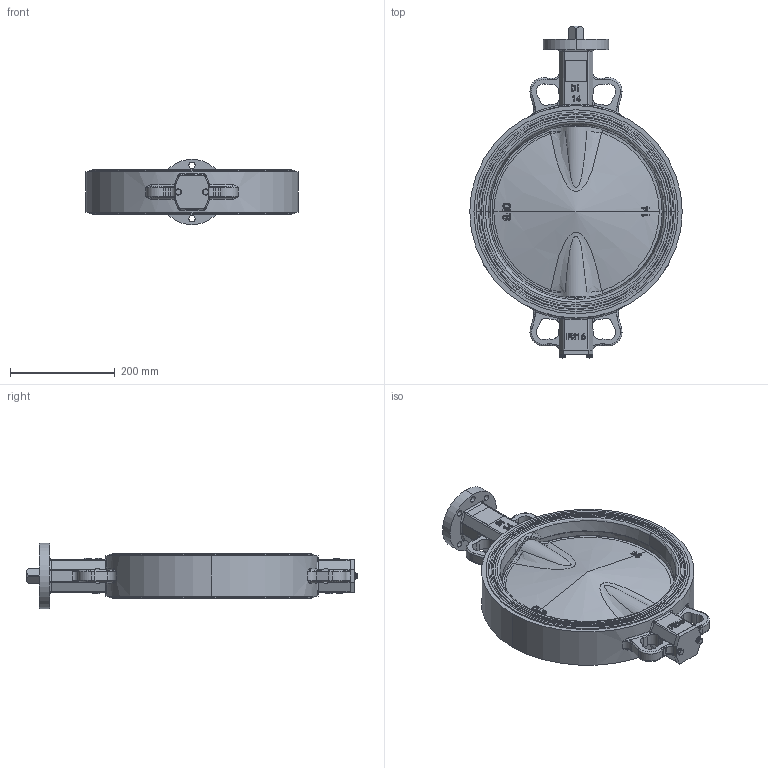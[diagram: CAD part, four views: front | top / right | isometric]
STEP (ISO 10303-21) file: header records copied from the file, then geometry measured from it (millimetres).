
FILE_DESCRIPTION (( 'STEP AP214' ), '1' );
FILE_NAME ('B20W-SX-PN10-DN350-00装配体卡簧.STEP', '2022-10-08T06:14:14', ( '微软用户' ), ( '微软中国' ), 'SwSTEP 2.0', 'SolidWorks 2021', '' );
FILE_SCHEMA (( 'AUTOMOTIVE_DESIGN' ));
Length unit declared in the file: millimetre
Products named in the file (18): B20W-SX-PN10-DN350-03A奻概粣縐銅; B20W-SX-PN10-DN350-03B狟概粣; B20W-SX-PN10-DN350-09酗粣杶; B20W-SX-PN10-DN350-11沺え; plain washers--product grade c gb_GB_FASTENER_WASHER_SMWC 6; D6350B-B20W-SX-PN10-DN350-02阀板球板; B20W-SX-PN10-DN350-12轴用弹性挡圈; B20W-SX-PN10-DN350-08傻粣杶; spring lock washers--normal type gb_GB_FASTENER_WASHER_SW 6; B20W-SX-PN10-DN350-01概极; B20W-SX-PN10-DN350-00蚾饜极縐銅; D6350B-B20W-SX-PN10-DN350-04阀座球面; B20W-SX-PN10-DN350-10躇猾蝶杶; B20W-SX-PN10-DN350-13孔用弹性挡圈; roundwire snap rings for shaft gb_GB_CONNECTING_PIECE_RINGS_RSRS 32; hex head bolts-full thread grade c gb_GB_FASTENER_BOLT_HHBFTC M6X16-N; B20W-SX-PN10-DN350-06菁傷裔; B20W-SX-PN10-DN350-07底端O形圈
Assembly tree (25 placements, depth 2):
  B20W-SX-PN10-DN350-00蚾饜极縐銅
    B20W-SX-PN10-DN350-01概极
    D6350B-B20W-SX-PN10-DN350-04阀座球面
    D6350B-B20W-SX-PN10-DN350-02阀板球板
    B20W-SX-PN10-DN350-03B狟概粣
    roundwire snap rings for shaft gb_GB_CONNECTING_PIECE_RINGS_RSRS 32
    B20W-SX-PN10-DN350-06菁傷裔
    B20W-SX-PN10-DN350-07底端O形圈
    plain washers--product grade c gb_GB_FASTENER_WASHER_SMWC 6  x2
    spring lock washers--normal type gb_GB_FASTENER_WASHER_SW 6  x2
    hex head bolts-full thread grade c gb_GB_FASTENER_BOLT_HHBFTC M6X16-N  x2
    B20W-SX-PN10-DN350-03A奻概粣縐銅
    B20W-SX-PN10-DN350-08傻粣杶  x4
    B20W-SX-PN10-DN350-09酗粣杶  x2
    B20W-SX-PN10-DN350-10躇猾蝶杶
    B20W-SX-PN10-DN350-11沺え  x2
    B20W-SX-PN10-DN350-12轴用弹性挡圈
    B20W-SX-PN10-DN350-13孔用弹性挡圈
Bounding box: 406 x 634.2 x 125 mm (x, y, z)
Volume: 6117959.4 mm3; surface area: 1162660.6 mm2
Topology: 25 solids, 25 shells, 1294 faces, 3213 edges, 1993 vertices
Faces by surface type: plane 445, cylinder 335, torus 187, bspline 179, cone 136, sphere 12
Entity records: 55242 total; most frequent: CARTESIAN_POINT 22935, ORIENTED_EDGE 5898, DIRECTION 5434, EDGE_CURVE 2949, AXIS2_PLACEMENT_3D 2089, VERTEX_POINT 1859, EDGE_LOOP 1306, VECTOR 1256
